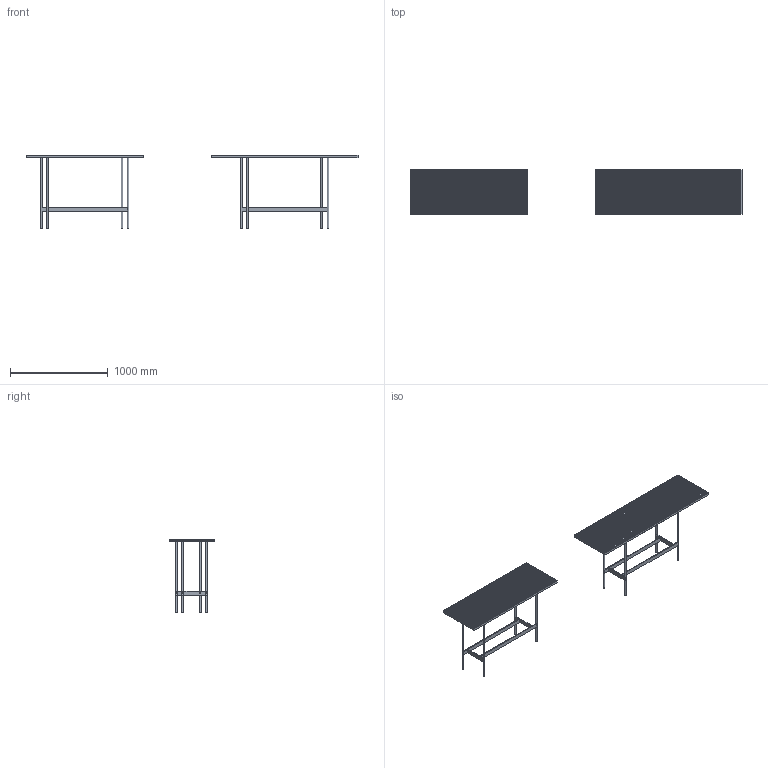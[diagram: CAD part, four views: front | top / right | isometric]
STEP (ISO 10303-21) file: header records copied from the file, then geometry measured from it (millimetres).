
FILE_DESCRIPTION(/* description */ (''),/* implementation_level */ '2;1');
FILE_NAME(/* name */ 'WAVES_~1',/* time_stamp */ '2019-05-27T17:15:12+02:00',/* author */ (''),/* organization */ (''),/* preprocessor_version */ 'ST-DEVELOPER v16.5',/* originating_system */ '',/* authorisation */ '');
FILE_SCHEMA (('CONFIG_CONTROL_DESIGN'));
Length unit declared in the file: millimetre
Products named in the file (1): Document
Bounding box: 3392.77 x 450 x 749.91 mm (x, y, z)
Volume: 30813726.2 mm3; surface area: 12511239.9 mm2
Topology: 166 solids, 166 shells, 972 faces, 1920 edges, 1280 vertices
Faces by surface type: plane 964, bspline 8
Entity records: 21508 total; most frequent: CARTESIAN_POINT 6342, ORIENTED_EDGE 3840, EDGE_CURVE 1920, B_SPLINE_CURVE_WITH_KNOTS 1896, VERTEX_POINT 1280, ADVANCED_FACE 972, FACE_OUTER_BOUND 972, EDGE_LOOP 972
